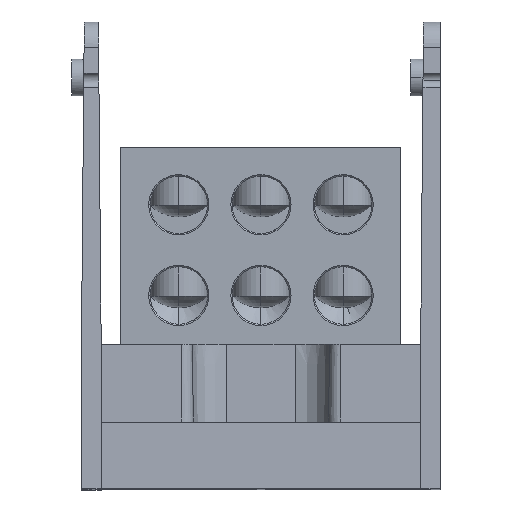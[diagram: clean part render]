
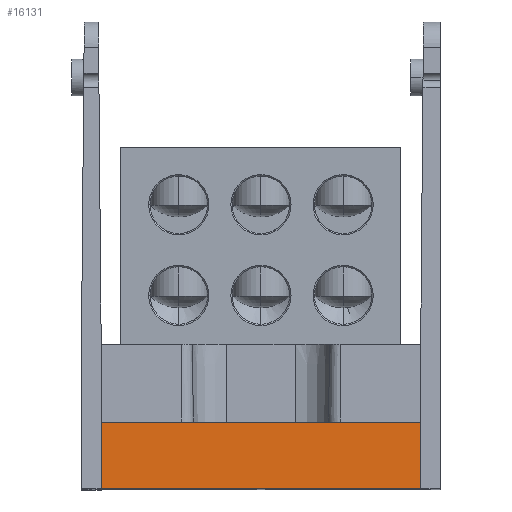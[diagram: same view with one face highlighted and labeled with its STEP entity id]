
A CAD part, top view. The second image highlights one B-rep face of the part: STEP entity #16131.
In plain terms, the highlighted planar face has unit normal (0, 0.035, 0.999).
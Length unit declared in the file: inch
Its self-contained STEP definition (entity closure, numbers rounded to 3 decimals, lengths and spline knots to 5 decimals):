
#182 = CARTESIAN_POINT ( 'NONE',  ( 1.215, 0.5, 2.73254 ) ) ;
#2099 = VECTOR ( 'NONE', #23187, 39.37008 ) ;
#3215 = FACE_OUTER_BOUND ( 'NONE', #7676, .T. ) ;
#3966 = ORIENTED_EDGE ( 'NONE', *, *, #36852, .F. ) ;
#7535 = CARTESIAN_POINT ( 'NONE',  ( -1.215, 0.5, 2.73254 ) ) ;
#7676 = EDGE_LOOP ( 'NONE', ( #22295, #3966, #11903, #17393 ) ) ;
#11006 = VECTOR ( 'NONE', #41051, 39.37008 ) ;
#11659 = AXIS2_PLACEMENT_3D ( 'NONE', #36982, #13691, #40908 ) ;
#11903 = ORIENTED_EDGE ( 'NONE', *, *, #39134, .T. ) ;
#12244 = LINE ( 'NONE', #36806, #11006 ) ;
#13534 = EDGE_CURVE ( 'NONE', #43253, #18278, #38749, .T. ) ;
#13691 = DIRECTION ( 'NONE',  ( 0., 0.035, 0.999 ) ) ;
#14431 = CARTESIAN_POINT ( 'NONE',  ( -1.215, 0., 2.75 ) ) ;
#16131 = ADVANCED_FACE ( 'NONE', ( #3215 ), #44676, .T. ) ;
#17393 = ORIENTED_EDGE ( 'NONE', *, *, #13534, .T. ) ;
#18278 = VERTEX_POINT ( 'NONE', #30180 ) ;
#19262 = CARTESIAN_POINT ( 'NONE',  ( -1.215, 0., 2.75 ) ) ;
#20497 = DIRECTION ( 'NONE',  ( 1., 0., 0. ) ) ;
#22295 = ORIENTED_EDGE ( 'NONE', *, *, #30525, .F. ) ;
#23187 = DIRECTION ( 'NONE',  ( 0., -0.999, 0.035 ) ) ;
#23565 = DIRECTION ( 'NONE',  ( 1., 0., 0. ) ) ;
#30180 = CARTESIAN_POINT ( 'NONE',  ( 1.215, 0., 2.75 ) ) ;
#30525 = EDGE_CURVE ( 'NONE', #32885, #18278, #12244, .T. ) ;
#32885 = VERTEX_POINT ( 'NONE', #182 ) ;
#35595 = LINE ( 'NONE', #7535, #44734 ) ;
#36806 = CARTESIAN_POINT ( 'NONE',  ( 1.215, 0., 2.75 ) ) ;
#36852 = EDGE_CURVE ( 'NONE', #42237, #32885, #35595, .T. ) ;
#36982 = CARTESIAN_POINT ( 'NONE',  ( -1.215, 0., 2.75 ) ) ;
#38749 = LINE ( 'NONE', #43816, #47898 ) ;
#39134 = EDGE_CURVE ( 'NONE', #42237, #43253, #43638, .T. ) ;
#40908 = DIRECTION ( 'NONE',  ( 0., -0.999, 0.035 ) ) ;
#41051 = DIRECTION ( 'NONE',  ( 0., -0.999, 0.035 ) ) ;
#42237 = VERTEX_POINT ( 'NONE', #43075 ) ;
#43075 = CARTESIAN_POINT ( 'NONE',  ( -1.215, 0.5, 2.73254 ) ) ;
#43253 = VERTEX_POINT ( 'NONE', #14431 ) ;
#43638 = LINE ( 'NONE', #19262, #2099 ) ;
#43816 = CARTESIAN_POINT ( 'NONE',  ( -1.215, 0., 2.75 ) ) ;
#44676 = PLANE ( 'NONE',  #11659 ) ;
#44734 = VECTOR ( 'NONE', #23565, 39.37008 ) ;
#47898 = VECTOR ( 'NONE', #20497, 39.37008 ) ;
